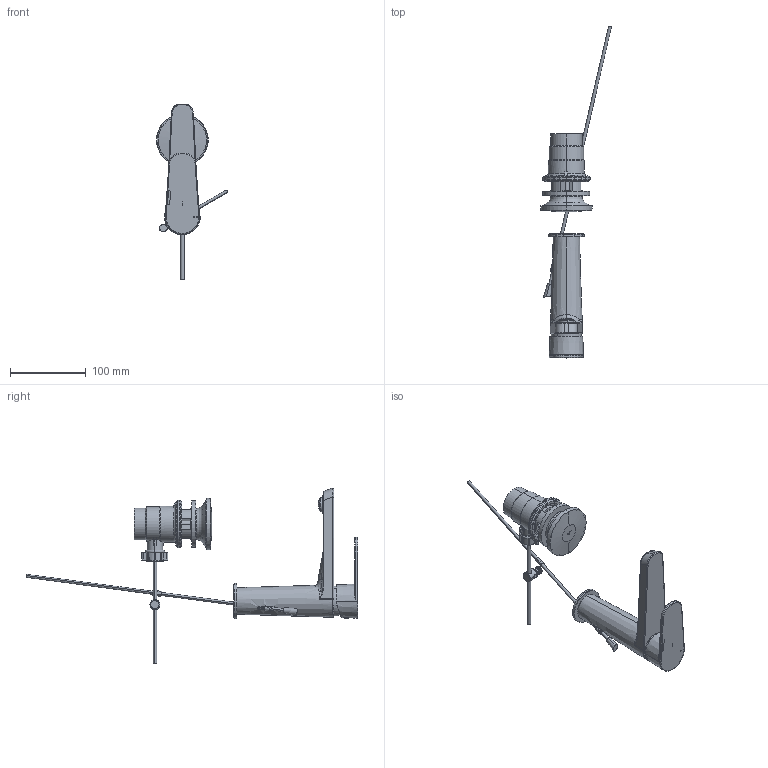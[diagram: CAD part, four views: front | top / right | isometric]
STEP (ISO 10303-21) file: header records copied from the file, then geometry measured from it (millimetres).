
FILE_DESCRIPTION (( 'STEP AP203' ), '1' );
FILE_NAME ('STEP_36A307322.STEP', '2025-07-29T06:33:03', ( '' ), ( '' ), 'SwSTEP 2.0', 'SolidWorks 2021', '' );
FILE_SCHEMA (( 'CONFIG_CONTROL_DESIGN' ));
Length unit declared in the file: millimetre
Products named in the file (18): STEP_CRCE0009-03_Predeterminado; STEP_CRCE0009-05_Predeterminado; STEP_BO0189_LRBO0189; STEP_AR0085_CVAR0085; STEP_SE0004_CVSE0004; STEP_CRCE0009-02_Predeterminado; STEP_CV0002_CRCV0002; STEP_CV0004_CMCV0004; STEP_CRCE0009-01_Predeterminado; STEP_CV0003_CVCV0003; STEP_HN0008_LRHM0144; STEP_CRCE0009_CRCE0009; STEP_SE0079_XBSE0079; STEP_BP0002_PKBP0002; STEP_CE0010_XBCE0010; STEP_CRCE0009-04_Predeterminado; STEP_36A307322; STEP_CE0001_CVCE0001
Assembly tree (16 placements, depth 3):
  STEP_BP0002_PKBP0002
  STEP_36A307322
    STEP_BO0189_LRBO0189
    STEP_CV0002_CRCV0002
    STEP_HN0008_LRHM0144
    STEP_CV0003_CVCV0003
    STEP_AR0085_CVAR0085
    STEP_CV0004_CMCV0004
    STEP_CE0001_CVCE0001
    STEP_SE0079_XBSE0079
      STEP_SE0004_CVSE0004
    STEP_CRCE0009_CRCE0009
      STEP_CRCE0009-01_Predeterminado
      STEP_CRCE0009-02_Predeterminado
      STEP_CRCE0009-03_Predeterminado
      STEP_CRCE0009-04_Predeterminado
      STEP_CRCE0009-05_Predeterminado
    STEP_CE0010_XBCE0010
Bounding box: 93.93 x 439.38 x 232.88 mm (x, y, z)
Volume: 201571.3 mm3; surface area: 163462.7 mm2
Topology: 28 solids, 28 shells, 777 faces, 1901 edges, 1191 vertices
Faces by surface type: plane 273, cylinder 249, cone 86, bspline 85, torus 72, sphere 12
Entity records: 31498 total; most frequent: CARTESIAN_POINT 11809, ORIENTED_EDGE 3780, DIRECTION 3676, EDGE_CURVE 1890, AXIS2_PLACEMENT_3D 1456, VERTEX_POINT 1188, EDGE_LOOP 852, FACE_OUTER_BOUND 777
